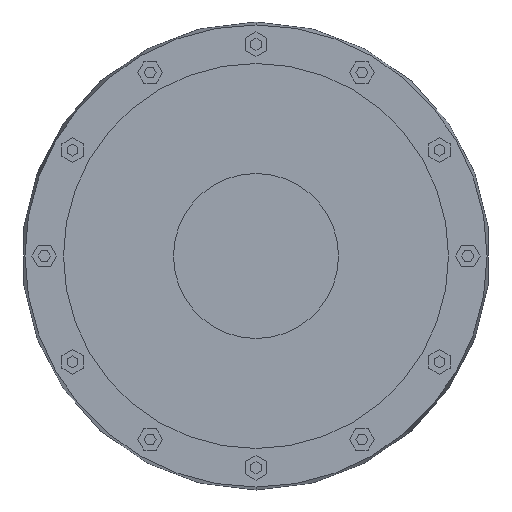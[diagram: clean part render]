
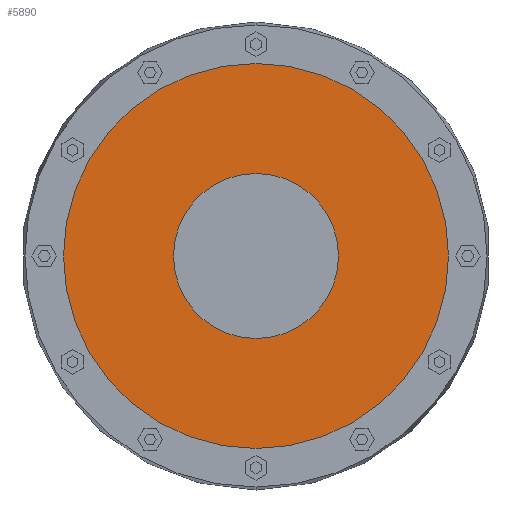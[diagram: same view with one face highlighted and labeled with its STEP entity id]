
A CAD part, front view. The second image highlights one B-rep face of the part: STEP entity #5890.
In plain terms, the highlighted planar face has unit normal (0, -1, 0).
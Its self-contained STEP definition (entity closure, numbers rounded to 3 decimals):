
#210 = EDGE_CURVE ( 'NONE', #3068, #4980, #709, .T. ) ;
#224 = DIRECTION ( 'NONE',  ( 0., 0., -1. ) ) ;
#382 = EDGE_CURVE ( 'NONE', #4980, #3068, #4662, .T. ) ;
#709 = CIRCLE ( 'NONE', #1963, 15. ) ;
#817 = DIRECTION ( 'NONE',  ( 0., -1., 0. ) ) ;
#969 = AXIS2_PLACEMENT_3D ( 'NONE', #2960, #2052, #1049 ) ;
#1049 = DIRECTION ( 'NONE',  ( 0., 0., -1. ) ) ;
#1055 = CARTESIAN_POINT ( 'NONE',  ( 0., -56., 0. ) ) ;
#1158 = CIRCLE ( 'NONE', #4537, 35. ) ;
#1523 = CARTESIAN_POINT ( 'NONE',  ( 0., -56., -15. ) ) ;
#1537 = DIRECTION ( 'NONE',  ( 0., 0., -1. ) ) ;
#1592 = FACE_OUTER_BOUND ( 'NONE', #2921, .T. ) ;
#1730 = CIRCLE ( 'NONE', #5585, 35. ) ;
#1963 = AXIS2_PLACEMENT_3D ( 'NONE', #1055, #5668, #1537 ) ;
#2052 = DIRECTION ( 'NONE',  ( 0., -1., 0. ) ) ;
#2175 = CARTESIAN_POINT ( 'NONE',  ( 0., -56., 15. ) ) ;
#2537 = FACE_BOUND ( 'NONE', #2539, .T. ) ;
#2539 = EDGE_LOOP ( 'NONE', ( #3006, #3231 ) ) ;
#2592 = VERTEX_POINT ( 'NONE', #2946 ) ;
#2766 = ORIENTED_EDGE ( 'NONE', *, *, #5506, .T. ) ;
#2865 = CARTESIAN_POINT ( 'NONE',  ( 0., -56., 0. ) ) ;
#2921 = EDGE_LOOP ( 'NONE', ( #2766, #5658 ) ) ;
#2931 = PLANE ( 'NONE',  #969 ) ;
#2946 = CARTESIAN_POINT ( 'NONE',  ( 0., -56., -35. ) ) ;
#2960 = CARTESIAN_POINT ( 'NONE',  ( 0., -56., 0. ) ) ;
#3006 = ORIENTED_EDGE ( 'NONE', *, *, #210, .F. ) ;
#3025 = CARTESIAN_POINT ( 'NONE',  ( 0., -56., 0. ) ) ;
#3067 = CARTESIAN_POINT ( 'NONE',  ( 0., -56., 35. ) ) ;
#3068 = VERTEX_POINT ( 'NONE', #2175 ) ;
#3231 = ORIENTED_EDGE ( 'NONE', *, *, #382, .F. ) ;
#3449 = DIRECTION ( 'NONE',  ( 0., -1., 0. ) ) ;
#3515 = AXIS2_PLACEMENT_3D ( 'NONE', #4352, #3449, #224 ) ;
#3548 = VERTEX_POINT ( 'NONE', #3067 ) ;
#4042 = DIRECTION ( 'NONE',  ( 0., 0., -1. ) ) ;
#4352 = CARTESIAN_POINT ( 'NONE',  ( 0., -56., 0. ) ) ;
#4537 = AXIS2_PLACEMENT_3D ( 'NONE', #3025, #817, #4042 ) ;
#4662 = CIRCLE ( 'NONE', #3515, 15. ) ;
#4696 = DIRECTION ( 'NONE',  ( 0., -1., 0. ) ) ;
#4980 = VERTEX_POINT ( 'NONE', #1523 ) ;
#4989 = EDGE_CURVE ( 'NONE', #2592, #3548, #1730, .T. ) ;
#5201 = DIRECTION ( 'NONE',  ( 0., 0., -1. ) ) ;
#5506 = EDGE_CURVE ( 'NONE', #3548, #2592, #1158, .T. ) ;
#5585 = AXIS2_PLACEMENT_3D ( 'NONE', #2865, #4696, #5201 ) ;
#5658 = ORIENTED_EDGE ( 'NONE', *, *, #4989, .T. ) ;
#5668 = DIRECTION ( 'NONE',  ( 0., -1., 0. ) ) ;
#5890 = ADVANCED_FACE ( 'NONE', ( #2537, #1592 ), #2931, .T. ) ;
